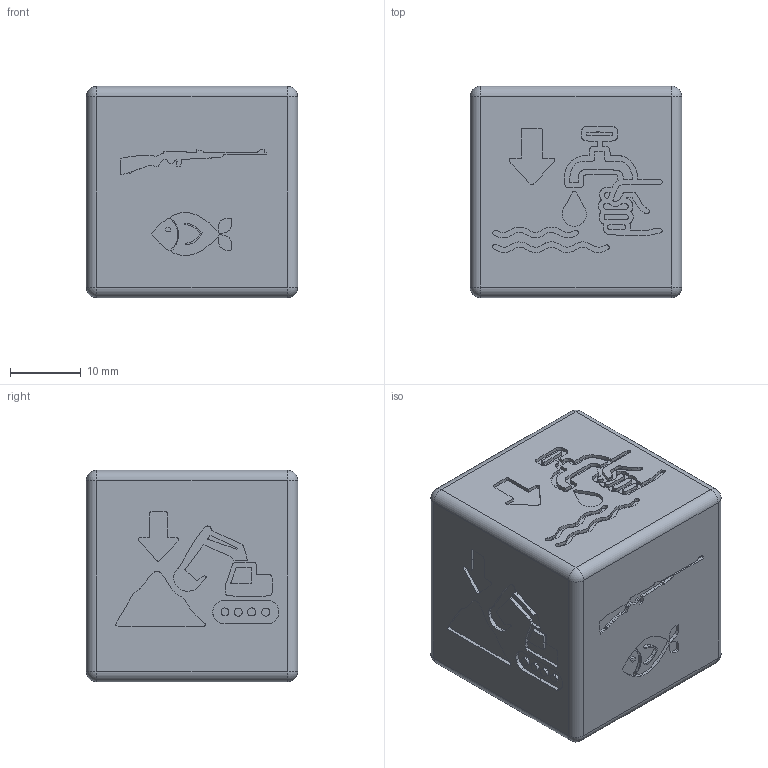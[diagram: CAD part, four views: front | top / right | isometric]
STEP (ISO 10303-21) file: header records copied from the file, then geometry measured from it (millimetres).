
FILE_DESCRIPTION(/* description */ (''),/* implementation_level */ '2;1');
FILE_NAME(/* name */ 'dado.step',/* time_stamp */ '2025-11-30T18:00:29-03:00',/* author */ (''),/* organization */ (''),/* preprocessor_version */ 'ST-DEVELOPER v20.1',/* originating_system */ 'Autodesk Translation Framework v14.10.0.0',/* authorisation */ '');
FILE_SCHEMA (('AUTOMOTIVE_DESIGN { 1 0 10303 214 3 1 1 }'));
Length unit declared in the file: millimetre
Products named in the file (1): 2025-11-30-17-59-15-883
Bounding box: 30 x 30 x 30 mm (x, y, z)
Volume: 26544.6 mm3; surface area: 5666.2 mm2
Topology: 1 solids, 1 shells, 1163 faces, 3339 edges, 2218 vertices
Faces by surface type: bspline 745, plane 398, cylinder 12, sphere 8
Entity records: 39500 total; most frequent: CARTESIAN_POINT 16406, ORIENTED_EDGE 6678, EDGE_CURVE 3339, DIRECTION 2711, VERTEX_POINT 2218, LINE 1825, VECTOR 1825, EDGE_LOOP 1203
